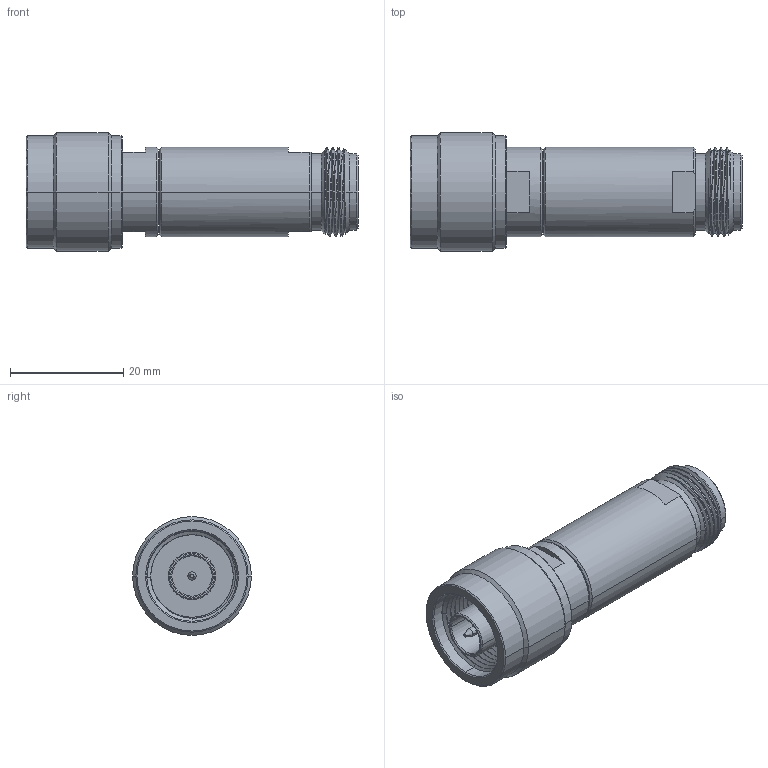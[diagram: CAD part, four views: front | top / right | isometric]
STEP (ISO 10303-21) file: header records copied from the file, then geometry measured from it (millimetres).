
FILE_DESCRIPTION (( 'STEP AP203' ), '1' );
FILE_NAME ('FMAT7448_3D.STEP', '2022-08-11T14:32:15', ( '' ), ( '' ), 'SwSTEP 2.0', 'SolidWorks 2021', '' );
FILE_SCHEMA (( 'CONFIG_CONTROL_DESIGN' ));
Length unit declared in the file: millimetre
Products named in the file (1): FMAT7448_3D
Bounding box: 58.7 x 21 x 21 mm (x, y, z)
Volume: 11238.5 mm3; surface area: 5672.8 mm2
Topology: 1 solids, 1 shells, 120 faces, 280 edges, 174 vertices
Faces by surface type: cylinder 52, cone 39, plane 23, bspline 6
Entity records: 6007 total; most frequent: CARTESIAN_POINT 3315, ORIENTED_EDGE 560, DIRECTION 544, EDGE_CURVE 280, AXIS2_PLACEMENT_3D 218, VERTEX_POINT 174, EDGE_LOOP 132, FACE_OUTER_BOUND 120
